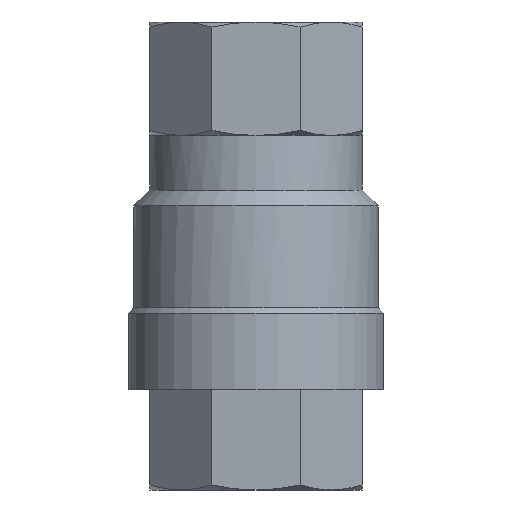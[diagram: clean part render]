
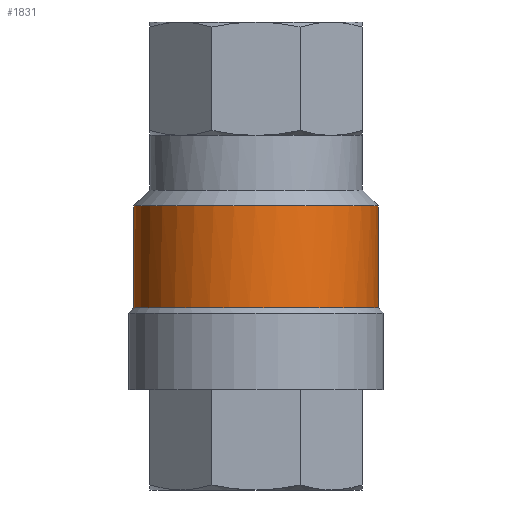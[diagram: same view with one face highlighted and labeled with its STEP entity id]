
A CAD part, front view. The second image highlights one B-rep face of the part: STEP entity #1831.
In plain terms, the highlighted cylindrical face has radius 28.75 mm (diameter 57.5 mm), a partial arc.
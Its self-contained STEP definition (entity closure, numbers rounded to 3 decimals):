
#21=CYLINDRICAL_SURFACE('',#1977,28.75);
#91=CIRCLE('',#1975,28.75);
#93=CIRCLE('',#1978,28.75);
#512=ORIENTED_EDGE('',*,*,#1046,.F.);
#513=ORIENTED_EDGE('',*,*,#1047,.F.);
#514=ORIENTED_EDGE('',*,*,#1048,.F.);
#515=ORIENTED_EDGE('',*,*,#1043,.T.);
#1043=EDGE_CURVE('',#1305,#1306,#91,.T.);
#1046=EDGE_CURVE('',#1308,#1306,#1425,.T.);
#1047=EDGE_CURVE('',#1309,#1308,#93,.T.);
#1048=EDGE_CURVE('',#1305,#1309,#1426,.T.);
#1305=VERTEX_POINT('',#2842);
#1306=VERTEX_POINT('',#2843);
#1308=VERTEX_POINT('',#2864);
#1309=VERTEX_POINT('',#2866);
#1425=B_SPLINE_CURVE_WITH_KNOTS('',3,(#2854,#2855,#2856,#2857,#2858,#2859,
#2860,#2861,#2862,#2863),.UNSPECIFIED.,.F.,.F.,(4,1,1,1,1,1,1,4),(0.005,
0.012,0.016,0.02,0.024,
0.028,0.032,0.035),.UNSPECIFIED.);
#1426=B_SPLINE_CURVE_WITH_KNOTS('',3,(#2867,#2868,#2869,#2870,#2871,#2872,
#2873,#2874,#2875,#2876,#2877),.UNSPECIFIED.,.F.,.F.,(4,1,1,1,1,1,1,1,4),
(0.047,0.051,0.055,0.059,
0.062,0.066,0.07,0.074,
0.078),.UNSPECIFIED.);
#1494=EDGE_LOOP('',(#512,#513,#514,#515));
#1634=FACE_BOUND('',#1494,.T.);
#1831=ADVANCED_FACE('',(#1634),#21,.T.);
#1975=AXIS2_PLACEMENT_3D('',#2841,#2245,#2246);
#1977=AXIS2_PLACEMENT_3D('',#2853,#2249,#2250);
#1978=AXIS2_PLACEMENT_3D('',#2865,#2251,#2252);
#2245=DIRECTION('',(0.,0.,-1.));
#2246=DIRECTION('',(-1.,0.,0.));
#2249=DIRECTION('',(0.,0.,-1.));
#2250=DIRECTION('',(-1.,0.,0.));
#2251=DIRECTION('',(0.,0.,-1.));
#2252=DIRECTION('',(-1.,0.,0.));
#2841=CARTESIAN_POINT('',(0.,0.,-43.247));
#2842=CARTESIAN_POINT('',(5.556,28.208,-43.247));
#2843=CARTESIAN_POINT('',(-5.556,28.208,-43.247));
#2853=CARTESIAN_POINT('',(0.,0.,-110.));
#2854=CARTESIAN_POINT('',(-4.498,28.396,-67.197));
#2855=CARTESIAN_POINT('',(-6.908,28.014,-66.309));
#2856=CARTESIAN_POINT('',(-10.016,27.027,-63.94));
#2857=CARTESIAN_POINT('',(-12.418,25.942,-59.441));
#2858=CARTESIAN_POINT('',(-13.182,25.549,-55.609));
#2859=CARTESIAN_POINT('',(-12.773,25.763,-51.699));
#2860=CARTESIAN_POINT('',(-11.26,26.482,-48.141));
#2861=CARTESIAN_POINT('',(-8.831,27.414,-45.211));
#2862=CARTESIAN_POINT('',(-6.702,27.982,-43.789));
#2863=CARTESIAN_POINT('',(-5.556,28.208,-43.247));
#2864=CARTESIAN_POINT('',(-4.498,28.396,-67.197));
#2865=CARTESIAN_POINT('',(0.,0.,-67.197));
#2866=CARTESIAN_POINT('',(4.498,28.396,-67.197));
#2867=CARTESIAN_POINT('',(5.556,28.208,-43.247));
#2868=CARTESIAN_POINT('',(6.716,27.98,-43.795));
#2869=CARTESIAN_POINT('',(8.826,27.415,-45.209));
#2870=CARTESIAN_POINT('',(11.257,26.484,-48.136));
#2871=CARTESIAN_POINT('',(12.765,25.767,-51.675));
#2872=CARTESIAN_POINT('',(13.183,25.548,-55.58));
#2873=CARTESIAN_POINT('',(12.427,25.938,-59.422));
#2874=CARTESIAN_POINT('',(10.619,26.754,-62.813));
#2875=CARTESIAN_POINT('',(7.945,27.691,-65.522));
#2876=CARTESIAN_POINT('',(5.695,28.206,-66.756));
#2877=CARTESIAN_POINT('',(4.498,28.396,-67.197));
